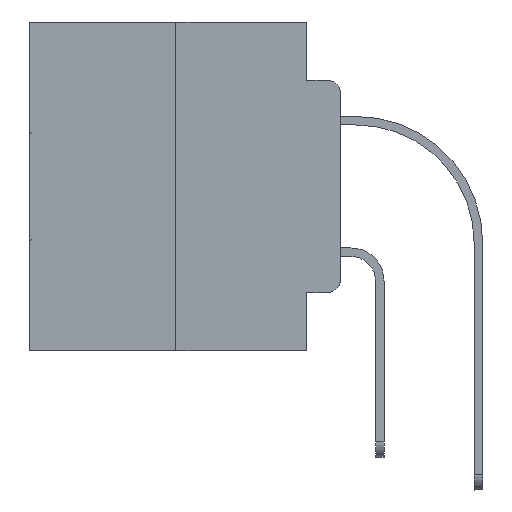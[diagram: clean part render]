
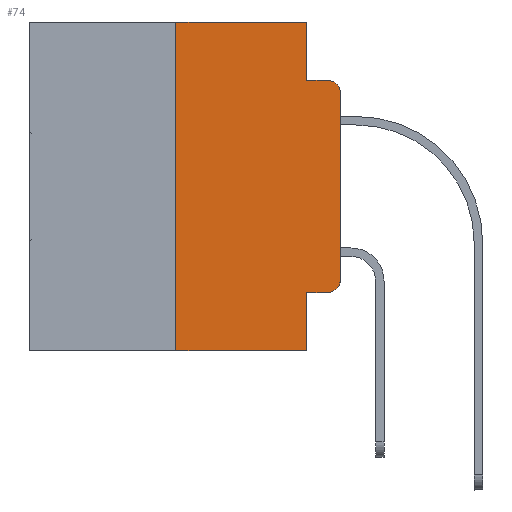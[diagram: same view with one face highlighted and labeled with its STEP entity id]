
A CAD part, left-side view. The second image highlights one B-rep face of the part: STEP entity #74.
In plain terms, the highlighted planar face has unit normal (-1, 0, 0).
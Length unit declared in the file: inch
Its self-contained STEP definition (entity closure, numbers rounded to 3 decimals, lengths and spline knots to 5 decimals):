
#74 = ADVANCED_FACE ( 'NONE', ( #29801 ), #14617, .F. ) ;
#87 = LINE ( 'NONE', #16715, #20710 ) ;
#293 = CARTESIAN_POINT ( 'NONE',  ( 0., 0., -0.3915 ) ) ;
#1348 = CIRCLE ( 'NONE', #21268, 0.02 ) ;
#1822 = ORIENTED_EDGE ( 'NONE', *, *, #18321, .T. ) ;
#2428 = CARTESIAN_POINT ( 'NONE',  ( 0., 0.25, 0. ) ) ;
#2523 = EDGE_LOOP ( 'NONE', ( #28521, #13073, #11882, #14260, #19943, #26531, #7401, #27623, #1822, #4677 ) ) ;
#2877 = CIRCLE ( 'NONE', #6430, 0.02 ) ;
#3143 = CARTESIAN_POINT ( 'NONE',  ( 0., 0.473, -0.5 ) ) ;
#3972 = EDGE_CURVE ( 'NONE', #14242, #9703, #10770, .T. ) ;
#4044 = LINE ( 'NONE', #25771, #23346 ) ;
#4587 = DIRECTION ( 'NONE',  ( -1., 0., 0. ) ) ;
#4677 = ORIENTED_EDGE ( 'NONE', *, *, #31551, .T. ) ;
#4765 = DIRECTION ( 'NONE',  ( 0., 0., -1. ) ) ;
#5555 = CARTESIAN_POINT ( 'NONE',  ( 0., 0., -0.1085 ) ) ;
#5689 = VERTEX_POINT ( 'NONE', #23031 ) ;
#5704 = VERTEX_POINT ( 'NONE', #18404 ) ;
#6298 = EDGE_CURVE ( 'NONE', #25827, #25706, #2877, .T. ) ;
#6404 = VERTEX_POINT ( 'NONE', #293 ) ;
#6430 = AXIS2_PLACEMENT_3D ( 'NONE', #16604, #7172, #4765 ) ;
#6873 = EDGE_CURVE ( 'NONE', #5704, #25938, #27099, .T. ) ;
#7146 = VERTEX_POINT ( 'NONE', #30032 ) ;
#7172 = DIRECTION ( 'NONE',  ( -1., 0., 0. ) ) ;
#7271 = DIRECTION ( 'NONE',  ( 0., -1., 0. ) ) ;
#7401 = ORIENTED_EDGE ( 'NONE', *, *, #8807, .T. ) ;
#7501 = LINE ( 'NONE', #8242, #7732 ) ;
#7732 = VECTOR ( 'NONE', #9894, 39.37008 ) ;
#8242 = CARTESIAN_POINT ( 'NONE',  ( 0., 0.051, -0.4115 ) ) ;
#8807 = EDGE_CURVE ( 'NONE', #26081, #25938, #10653, .T. ) ;
#9106 = EDGE_CURVE ( 'NONE', #9703, #25706, #87, .T. ) ;
#9171 = EDGE_CURVE ( 'NONE', #5689, #14242, #23899, .T. ) ;
#9302 = LINE ( 'NONE', #2428, #28130 ) ;
#9675 = DIRECTION ( 'NONE',  ( 0., -1., 0. ) ) ;
#9701 = CARTESIAN_POINT ( 'NONE',  ( 0., 0.02, -0.3915 ) ) ;
#9703 = VERTEX_POINT ( 'NONE', #11003 ) ;
#9894 = DIRECTION ( 'NONE',  ( 0., -1., 0. ) ) ;
#10489 = DIRECTION ( 'NONE',  ( 0., -1., 0. ) ) ;
#10592 = VECTOR ( 'NONE', #29202, 39.37008 ) ;
#10653 = LINE ( 'NONE', #3143, #21190 ) ;
#10770 = LINE ( 'NONE', #10924, #27861 ) ;
#10924 = CARTESIAN_POINT ( 'NONE',  ( 0., 0.051, 0. ) ) ;
#11003 = CARTESIAN_POINT ( 'NONE',  ( 0., 0.051, -0.0885 ) ) ;
#11524 = VECTOR ( 'NONE', #9675, 39.37008 ) ;
#11882 = ORIENTED_EDGE ( 'NONE', *, *, #9106, .F. ) ;
#13073 = ORIENTED_EDGE ( 'NONE', *, *, #6298, .T. ) ;
#13621 = DIRECTION ( 'NONE',  ( 0., 0., 1. ) ) ;
#14242 = VERTEX_POINT ( 'NONE', #16807 ) ;
#14260 = ORIENTED_EDGE ( 'NONE', *, *, #3972, .F. ) ;
#14617 = PLANE ( 'NONE',  #27983 ) ;
#16087 = CARTESIAN_POINT ( 'NONE',  ( 0., 0.25, -0.5 ) ) ;
#16293 = CARTESIAN_POINT ( 'NONE',  ( 0., 0.02, -0.0885 ) ) ;
#16604 = CARTESIAN_POINT ( 'NONE',  ( 0., 0.02, -0.1085 ) ) ;
#16715 = CARTESIAN_POINT ( 'NONE',  ( 0., 0.051, -0.0885 ) ) ;
#16807 = CARTESIAN_POINT ( 'NONE',  ( 0., 0.051, 0. ) ) ;
#17388 = CARTESIAN_POINT ( 'NONE',  ( 0., 0.051, -0.5 ) ) ;
#17641 = DIRECTION ( 'NONE',  ( 0., 0., -1. ) ) ;
#18321 = EDGE_CURVE ( 'NONE', #5704, #7146, #7501, .T. ) ;
#18404 = CARTESIAN_POINT ( 'NONE',  ( 0., 0.051, -0.4115 ) ) ;
#19943 = ORIENTED_EDGE ( 'NONE', *, *, #9171, .F. ) ;
#20710 = VECTOR ( 'NONE', #7271, 39.37008 ) ;
#21190 = VECTOR ( 'NONE', #10489, 39.37008 ) ;
#21268 = AXIS2_PLACEMENT_3D ( 'NONE', #9701, #4587, #26798 ) ;
#21976 = CARTESIAN_POINT ( 'NONE',  ( 0., 0.473, 0. ) ) ;
#22079 = DIRECTION ( 'NONE',  ( 0., 0., 1. ) ) ;
#22287 = DIRECTION ( 'NONE',  ( 1., 0., 0. ) ) ;
#22339 = EDGE_CURVE ( 'NONE', #6404, #25827, #4044, .T. ) ;
#23031 = CARTESIAN_POINT ( 'NONE',  ( 0., 0.25, 0. ) ) ;
#23346 = VECTOR ( 'NONE', #13621, 39.37008 ) ;
#23899 = LINE ( 'NONE', #30402, #11524 ) ;
#25706 = VERTEX_POINT ( 'NONE', #16293 ) ;
#25771 = CARTESIAN_POINT ( 'NONE',  ( 0., 0., 0. ) ) ;
#25827 = VERTEX_POINT ( 'NONE', #5555 ) ;
#25938 = VERTEX_POINT ( 'NONE', #17388 ) ;
#26081 = VERTEX_POINT ( 'NONE', #16087 ) ;
#26531 = ORIENTED_EDGE ( 'NONE', *, *, #26605, .F. ) ;
#26605 = EDGE_CURVE ( 'NONE', #26081, #5689, #9302, .T. ) ;
#26798 = DIRECTION ( 'NONE',  ( 0., 0., -1. ) ) ;
#27099 = LINE ( 'NONE', #29667, #10592 ) ;
#27623 = ORIENTED_EDGE ( 'NONE', *, *, #6873, .F. ) ;
#27861 = VECTOR ( 'NONE', #27864, 39.37008 ) ;
#27864 = DIRECTION ( 'NONE',  ( 0., 0., -1. ) ) ;
#27983 = AXIS2_PLACEMENT_3D ( 'NONE', #21976, #22287, #17641 ) ;
#28130 = VECTOR ( 'NONE', #22079, 39.37008 ) ;
#28521 = ORIENTED_EDGE ( 'NONE', *, *, #22339, .T. ) ;
#29202 = DIRECTION ( 'NONE',  ( 0., 0., -1. ) ) ;
#29667 = CARTESIAN_POINT ( 'NONE',  ( 0., 0.051, 0. ) ) ;
#29801 = FACE_OUTER_BOUND ( 'NONE', #2523, .T. ) ;
#30032 = CARTESIAN_POINT ( 'NONE',  ( 0., 0.02, -0.4115 ) ) ;
#30402 = CARTESIAN_POINT ( 'NONE',  ( 0., 0.473, 0. ) ) ;
#31551 = EDGE_CURVE ( 'NONE', #7146, #6404, #1348, .T. ) ;
